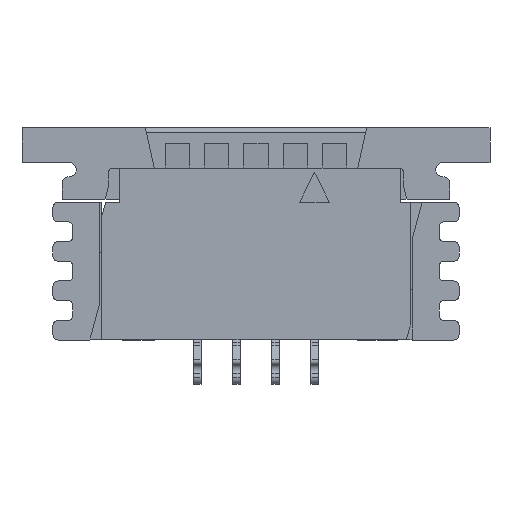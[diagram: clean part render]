
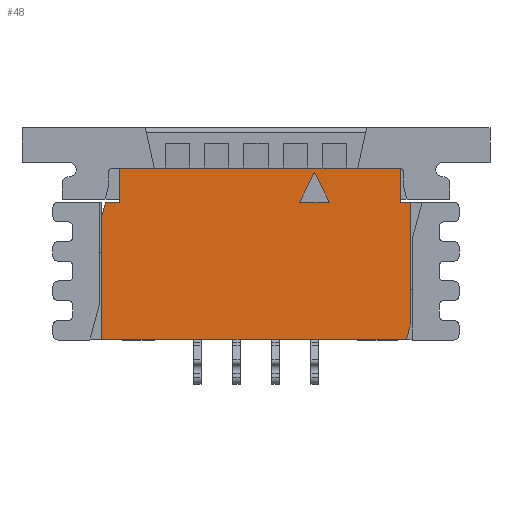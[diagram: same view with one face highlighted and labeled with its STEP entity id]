
A CAD part, front view. The second image highlights one B-rep face of the part: STEP entity #48.
In plain terms, the highlighted planar face has unit normal (0, -1, 0).
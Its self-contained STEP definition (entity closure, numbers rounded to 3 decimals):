
#48=ADVANCED_FACE('',(#432,#433),#434,.F.);
#432=FACE_OUTER_BOUND('',#1209,.T.);
#433=FACE_BOUND('',#1210,.T.);
#434=PLANE('',#1211);
#1209=EDGE_LOOP('',(#1996,#1997,#1998,#1999,#2000,#2001,#2002,#2003,#2004,#2005));
#1210=EDGE_LOOP('',(#2006,#2007,#2008));
#1211=AXIS2_PLACEMENT_3D('',#2009,#2010,#2011);
#1996=ORIENTED_EDGE('',*,*,#5357,.F.);
#1997=ORIENTED_EDGE('',*,*,#5358,.F.);
#1998=ORIENTED_EDGE('',*,*,#5359,.F.);
#1999=ORIENTED_EDGE('',*,*,#5360,.T.);
#2000=ORIENTED_EDGE('',*,*,#5361,.F.);
#2001=ORIENTED_EDGE('',*,*,#5362,.F.);
#2002=ORIENTED_EDGE('',*,*,#5363,.T.);
#2003=ORIENTED_EDGE('',*,*,#5364,.F.);
#2004=ORIENTED_EDGE('',*,*,#5365,.F.);
#2005=ORIENTED_EDGE('',*,*,#5366,.F.);
#2006=ORIENTED_EDGE('',*,*,#5367,.F.);
#2007=ORIENTED_EDGE('',*,*,#5368,.F.);
#2008=ORIENTED_EDGE('',*,*,#5369,.F.);
#2009=CARTESIAN_POINT('',(0.0,-1.245,0.0));
#2010=DIRECTION('',(-0.0,1.0,0.0));
#2011=DIRECTION('',(1.0,0.0,0.0));
#5357=EDGE_CURVE('',#6477,#6478,#6479,.T.);
#5358=EDGE_CURVE('',#6480,#6477,#6481,.T.);
#5359=EDGE_CURVE('',#6482,#6480,#6483,.T.);
#5360=EDGE_CURVE('',#6482,#6484,#6485,.T.);
#5361=EDGE_CURVE('',#6486,#6484,#6487,.T.);
#5362=EDGE_CURVE('',#6488,#6486,#6489,.T.);
#5363=EDGE_CURVE('',#6488,#6490,#6491,.T.);
#5364=EDGE_CURVE('',#6492,#6490,#6493,.T.);
#5365=EDGE_CURVE('',#6494,#6492,#6495,.T.);
#5366=EDGE_CURVE('',#6478,#6494,#6496,.T.);
#5367=EDGE_CURVE('',#6497,#6498,#6499,.T.);
#5368=EDGE_CURVE('',#6500,#6497,#6501,.T.);
#5369=EDGE_CURVE('',#6498,#6500,#6502,.T.);
#6477=VERTEX_POINT('',#8323);
#6478=VERTEX_POINT('',#8324);
#6479=LINE('',#8325,#8326);
#6480=VERTEX_POINT('',#8327);
#6481=LINE('',#8328,#8329);
#6482=VERTEX_POINT('',#8330);
#6483=LINE('',#8331,#8332);
#6484=VERTEX_POINT('',#8333);
#6485=LINE('',#8334,#8335);
#6486=VERTEX_POINT('',#8336);
#6487=LINE('',#8337,#8338);
#6488=VERTEX_POINT('',#8339);
#6489=LINE('',#8340,#8341);
#6490=VERTEX_POINT('',#8342);
#6491=LINE('',#8343,#8344);
#6492=VERTEX_POINT('',#8345);
#6493=LINE('',#8346,#8347);
#6494=VERTEX_POINT('',#8348);
#6495=LINE('',#8349,#8350);
#6496=LINE('',#8351,#8352);
#6497=VERTEX_POINT('',#8353);
#6498=VERTEX_POINT('',#8354);
#6499=LINE('',#8355,#8356);
#6500=VERTEX_POINT('',#8357);
#6501=LINE('',#8358,#8359);
#6502=LINE('',#8360,#8361);
#8323=CARTESIAN_POINT('',(-3.93,-1.245,-4.37));
#8324=CARTESIAN_POINT('',(-3.93,-1.245,-1.243));
#8325=CARTESIAN_POINT('',(-3.93,-1.245,-4.37));
#8326=VECTOR('',#11089,3.127);
#8327=CARTESIAN_POINT('',(3.83,-1.245,-4.37));
#8328=CARTESIAN_POINT('',(3.83,-1.245,-4.37));
#8329=VECTOR('',#11090,7.76);
#8330=CARTESIAN_POINT('',(3.93,-1.245,-3.997));
#8331=CARTESIAN_POINT('',(3.93,-1.245,-3.997));
#8332=VECTOR('',#11091,0.386);
#8333=CARTESIAN_POINT('',(3.93,-1.245,-0.87));
#8334=CARTESIAN_POINT('',(3.93,-1.245,-3.997));
#8335=VECTOR('',#11092,3.127);
#8336=CARTESIAN_POINT('',(3.67,-1.245,-0.87));
#8337=CARTESIAN_POINT('',(3.67,-1.245,-0.87));
#8338=VECTOR('',#11093,0.26);
#8339=CARTESIAN_POINT('',(3.67,-1.245,0.0));
#8340=CARTESIAN_POINT('',(3.67,-1.245,0.0));
#8341=VECTOR('',#11094,0.87);
#8342=CARTESIAN_POINT('',(-3.47,-1.245,0.0));
#8343=CARTESIAN_POINT('',(3.67,-1.245,0.0));
#8344=VECTOR('',#11095,7.14);
#8345=CARTESIAN_POINT('',(-3.47,-1.245,-0.87));
#8346=CARTESIAN_POINT('',(-3.47,-1.245,-0.87));
#8347=VECTOR('',#11096,0.87);
#8348=CARTESIAN_POINT('',(-3.83,-1.245,-0.87));
#8349=CARTESIAN_POINT('',(-3.83,-1.245,-0.87));
#8350=VECTOR('',#11097,0.36);
#8351=CARTESIAN_POINT('',(-3.93,-1.245,-1.243));
#8352=VECTOR('',#11098,0.386);
#8353=CARTESIAN_POINT('',(1.11,-1.245,-0.87));
#8354=CARTESIAN_POINT('',(1.87,-1.245,-0.87));
#8355=CARTESIAN_POINT('',(1.11,-1.245,-0.87));
#8356=VECTOR('',#11099,0.76);
#8357=CARTESIAN_POINT('',(1.49,-1.245,-0.11));
#8358=CARTESIAN_POINT('',(1.49,-1.245,-0.11));
#8359=VECTOR('',#11100,0.85);
#8360=CARTESIAN_POINT('',(1.87,-1.245,-0.87));
#8361=VECTOR('',#11101,0.85);
#11089=DIRECTION('',(0.0,0.0,1.0));
#11090=DIRECTION('',(-1.0,0.0,0.0));
#11091=DIRECTION('',(-0.259,0.0,-0.966));
#11092=DIRECTION('',(0.0,0.0,1.0));
#11093=DIRECTION('',(1.0,0.0,0.0));
#11094=DIRECTION('',(0.0,0.0,-1.0));
#11095=DIRECTION('',(-1.0,0.0,0.0));
#11096=DIRECTION('',(0.0,0.0,1.0));
#11097=DIRECTION('',(1.0,0.0,0.0));
#11098=DIRECTION('',(0.259,0.0,0.966));
#11099=DIRECTION('',(1.0,0.0,0.0));
#11100=DIRECTION('',(-0.447,0.0,-0.894));
#11101=DIRECTION('',(-0.447,0.0,0.894));
